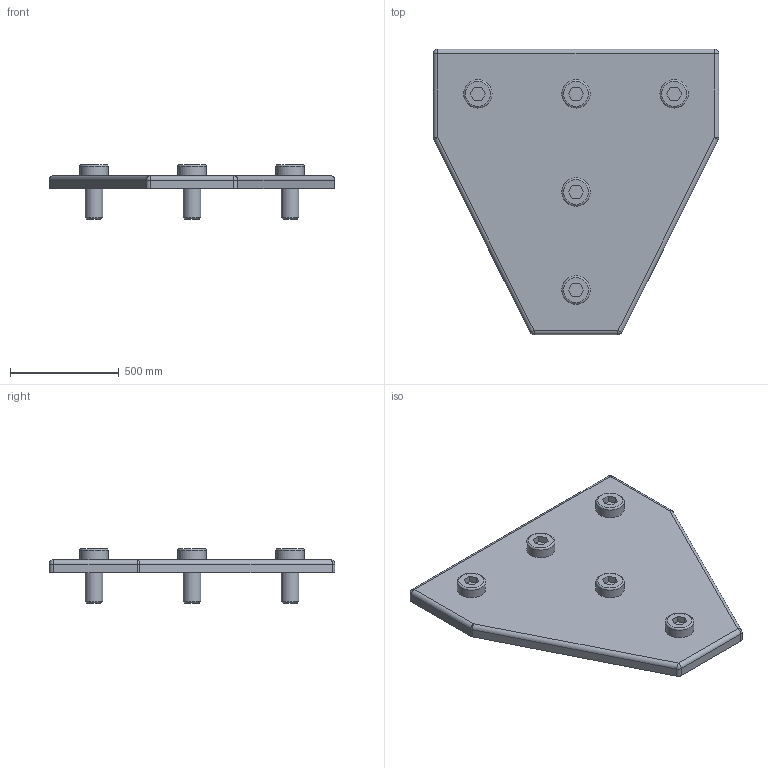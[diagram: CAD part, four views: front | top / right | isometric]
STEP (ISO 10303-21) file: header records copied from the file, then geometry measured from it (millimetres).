
FILE_DESCRIPTION(/* description */ (''),/* implementation_level */ '2;1');
FILE_NAME(/* name */ '41-170-1.stp',/* time_stamp */ '2021-02-17T10:17:22-05:00',/* author */ ('jmurphy'),/* organization */ (''),/* preprocessor_version */ 'ST-DEVELOPER v18.1',/* originating_system */ 'AutoCAD Mechanical',/* authorisation */ '');
FILE_SCHEMA (('AUTOMOTIVE_DESIGN { 1 0 10303 214 3 1 1 }'));
Length unit declared in the file: centimetre
Products named in the file (1): Product
Bounding box: 1310 x 1310 x 250 mm (x, y, z)
Volume: 84172777.9 mm3; surface area: 3379833.9 mm2
Topology: 6 solids, 6 shells, 101 faces, 250 edges, 165 vertices
Faces by surface type: plane 58, cylinder 27, sphere 6, cone 5, torus 5
Full cylindrical faces by diameter (mm): 80 x5, 90 x5, 130 x5
Entity records: 3036 total; most frequent: DIRECTION 552, CARTESIAN_POINT 511, ORIENTED_EDGE 488, EDGE_CURVE 244, AXIS2_PLACEMENT_3D 206, VERTEX_POINT 165, LINE 140, VECTOR 140
